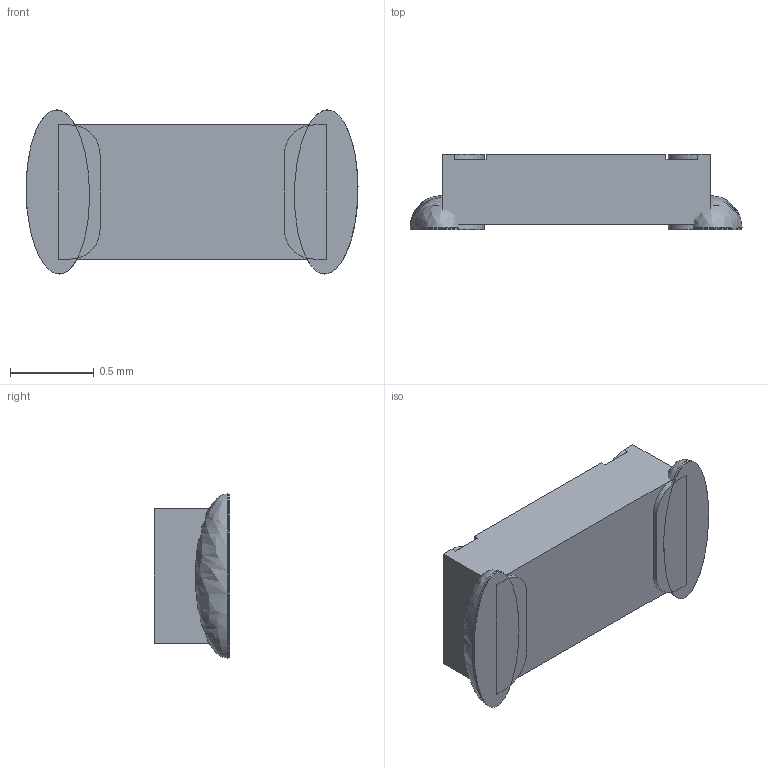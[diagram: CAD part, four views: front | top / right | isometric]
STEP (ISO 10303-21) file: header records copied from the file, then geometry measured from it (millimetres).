
FILE_DESCRIPTION (( 'STEP AP214' ), '1' );
FILE_NAME ('0603S1.STEP', '2017-11-16T06:11:55', ( '64' ), ( '' ), 'SwSTEP 2.0', 'SolidWorks 2014', '' );
FILE_SCHEMA (( 'AUTOMOTIVE_DESIGN' ));
Length unit declared in the file: millimetre
Products named in the file (2): 0603S1
Bounding box: 1.98 x 0.45 x 0.98 mm (x, y, z)
Surface area: 6.4 mm2 (no closed solid volume)
Topology: 0 solids, 3 shells, 40 faces, 128 edges, 92 vertices
Faces by surface type: plane 24, bspline 8, cylinder 8
Entity records: 2212 total; most frequent: CARTESIAN_POINT 764, ORIENTED_EDGE 240, DIRECTION 169, EDGE_CURVE 120, VERTEX_POINT 92, LINE 69, VECTOR 69, AXIS2_PLACEMENT_3D 50
